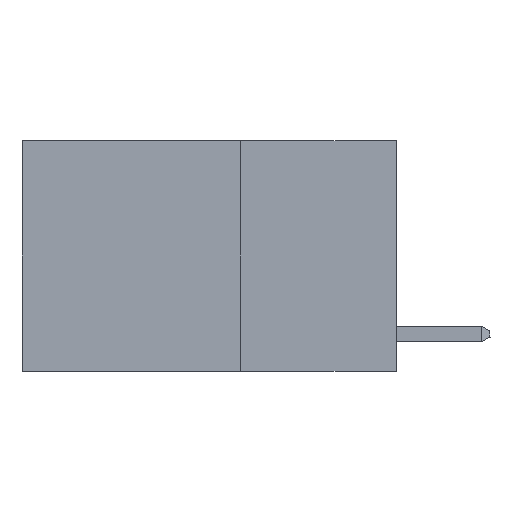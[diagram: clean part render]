
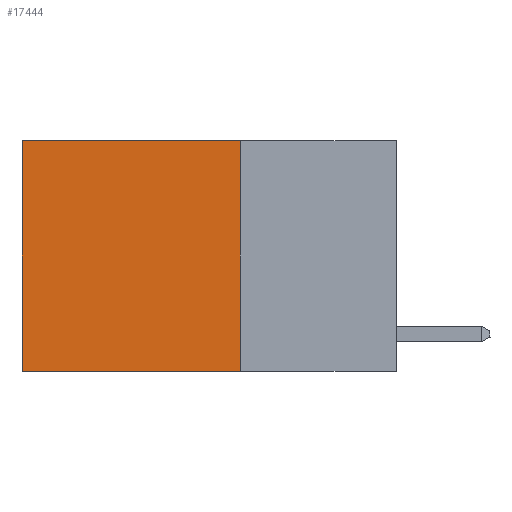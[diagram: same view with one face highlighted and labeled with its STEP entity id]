
A CAD part, left-side view. The second image highlights one B-rep face of the part: STEP entity #17444.
In plain terms, the highlighted planar face has unit normal (-1, 0, 0).
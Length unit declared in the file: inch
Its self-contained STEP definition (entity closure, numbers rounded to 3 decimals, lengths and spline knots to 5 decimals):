
#431 = ORIENTED_EDGE ( 'NONE', *, *, #6666, .T. ) ;
#806 = VERTEX_POINT ( 'NONE', #8629 ) ;
#1498 = CARTESIAN_POINT ( 'NONE',  ( 0.2625, 0.25, -0.37 ) ) ;
#1920 = LINE ( 'NONE', #17670, #12771 ) ;
#3587 = VECTOR ( 'NONE', #8520, 39.37008 ) ;
#4186 = CARTESIAN_POINT ( 'NONE',  ( 0.2625, 0.25, 0. ) ) ;
#4332 = EDGE_CURVE ( 'NONE', #25072, #806, #26120, .T. ) ;
#4692 = DIRECTION ( 'NONE',  ( 1., 0., 0. ) ) ;
#4938 = LINE ( 'NONE', #6327, #3587 ) ;
#5455 = FACE_OUTER_BOUND ( 'NONE', #18759, .T. ) ;
#6327 = CARTESIAN_POINT ( 'NONE',  ( 0.2625, 0.25, 0. ) ) ;
#6525 = AXIS2_PLACEMENT_3D ( 'NONE', #17649, #4692, #19829 ) ;
#6666 = EDGE_CURVE ( 'NONE', #10266, #806, #1920, .T. ) ;
#8520 = DIRECTION ( 'NONE',  ( 0., 1., 0. ) ) ;
#8629 = CARTESIAN_POINT ( 'NONE',  ( 0.2625, 0.6, -0.37 ) ) ;
#10266 = VERTEX_POINT ( 'NONE', #23690 ) ;
#11828 = CARTESIAN_POINT ( 'NONE',  ( 0.2625, 0.25, -0.37 ) ) ;
#12500 = VECTOR ( 'NONE', #15174, 39.37008 ) ;
#12523 = VERTEX_POINT ( 'NONE', #18387 ) ;
#12771 = VECTOR ( 'NONE', #19855, 39.37008 ) ;
#12832 = EDGE_CURVE ( 'NONE', #12523, #25072, #18250, .T. ) ;
#13090 = ORIENTED_EDGE ( 'NONE', *, *, #19824, .T. ) ;
#14005 = DIRECTION ( 'NONE',  ( 0., 1., 0. ) ) ;
#15174 = DIRECTION ( 'NONE',  ( 0., 0., -1. ) ) ;
#16905 = ORIENTED_EDGE ( 'NONE', *, *, #4332, .F. ) ;
#17444 = ADVANCED_FACE ( 'NONE', ( #5455 ), #19737, .F. ) ;
#17649 = CARTESIAN_POINT ( 'NONE',  ( 0.2625, 0.25, 0. ) ) ;
#17670 = CARTESIAN_POINT ( 'NONE',  ( 0.2625, 0.6, 0. ) ) ;
#18250 = LINE ( 'NONE', #4186, #12500 ) ;
#18387 = CARTESIAN_POINT ( 'NONE',  ( 0.2625, 0.25, 0. ) ) ;
#18759 = EDGE_LOOP ( 'NONE', ( #431, #16905, #19909, #13090 ) ) ;
#19675 = VECTOR ( 'NONE', #14005, 39.37008 ) ;
#19737 = PLANE ( 'NONE',  #6525 ) ;
#19824 = EDGE_CURVE ( 'NONE', #12523, #10266, #4938, .T. ) ;
#19829 = DIRECTION ( 'NONE',  ( 0., 0., -1. ) ) ;
#19855 = DIRECTION ( 'NONE',  ( 0., 0., -1. ) ) ;
#19909 = ORIENTED_EDGE ( 'NONE', *, *, #12832, .F. ) ;
#23690 = CARTESIAN_POINT ( 'NONE',  ( 0.2625, 0.6, 0. ) ) ;
#25072 = VERTEX_POINT ( 'NONE', #1498 ) ;
#26120 = LINE ( 'NONE', #11828, #19675 ) ;
